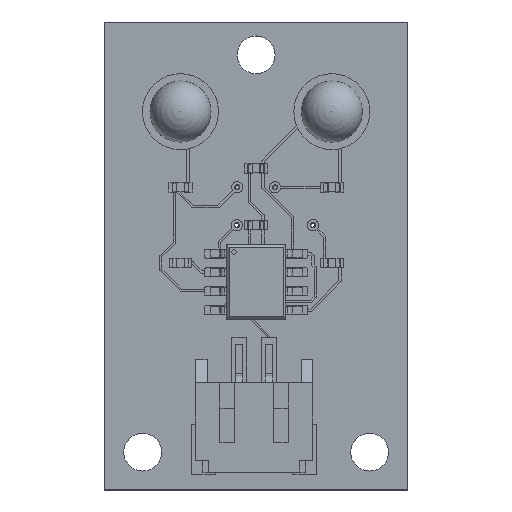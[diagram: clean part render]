
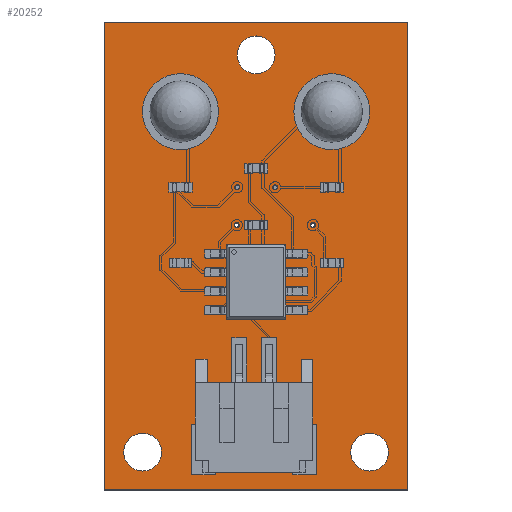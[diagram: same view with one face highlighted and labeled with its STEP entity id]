
A CAD part, top view. The second image highlights one B-rep face of the part: STEP entity #20252.
In plain terms, the highlighted planar face has unit normal (0, 0, 1).
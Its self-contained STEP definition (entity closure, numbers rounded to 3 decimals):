
#593=FACE_BOUND('',#3453,.T.);
#594=FACE_BOUND('',#3454,.T.);
#595=FACE_BOUND('',#3455,.T.);
#596=FACE_BOUND('',#3456,.T.);
#597=FACE_BOUND('',#3457,.T.);
#598=FACE_BOUND('',#3458,.T.);
#599=FACE_BOUND('',#3459,.T.);
#600=FACE_BOUND('',#3460,.T.);
#601=FACE_BOUND('',#3461,.T.);
#602=FACE_BOUND('',#3462,.T.);
#603=FACE_BOUND('',#3463,.T.);
#1255=PLANE('',#21913);
#2246=FACE_OUTER_BOUND('',#3452,.T.);
#3452=EDGE_LOOP('',(#17452,#17453,#17454,#17455));
#3453=EDGE_LOOP('',(#17456));
#3454=EDGE_LOOP('',(#17457));
#3455=EDGE_LOOP('',(#17458));
#3456=EDGE_LOOP('',(#17459));
#3457=EDGE_LOOP('',(#17460));
#3458=EDGE_LOOP('',(#17461));
#3459=EDGE_LOOP('',(#17462));
#3460=EDGE_LOOP('',(#17463));
#3461=EDGE_LOOP('',(#17464));
#3462=EDGE_LOOP('',(#17465));
#3463=EDGE_LOOP('',(#17466));
#5454=LINE('',#32177,#7710);
#5457=LINE('',#32183,#7713);
#5460=LINE('',#32189,#7716);
#5463=LINE('',#32193,#7719);
#7710=VECTOR('',#26335,10.);
#7713=VECTOR('',#26340,10.);
#7716=VECTOR('',#26345,10.);
#7719=VECTOR('',#26350,10.);
#8709=CIRCLE('',#21878,1.27);
#8711=CIRCLE('',#21881,1.27);
#8713=CIRCLE('',#21884,1.27);
#8715=CIRCLE('',#21887,0.406);
#8717=CIRCLE('',#21890,0.175);
#8719=CIRCLE('',#21893,0.406);
#8721=CIRCLE('',#21896,0.175);
#8723=CIRCLE('',#21899,0.406);
#8725=CIRCLE('',#21902,0.175);
#8727=CIRCLE('',#21905,0.406);
#8729=CIRCLE('',#21908,0.175);
#10203=VERTEX_POINT('',#32107);
#10205=VERTEX_POINT('',#32113);
#10207=VERTEX_POINT('',#32119);
#10209=VERTEX_POINT('',#32125);
#10211=VERTEX_POINT('',#32131);
#10213=VERTEX_POINT('',#32137);
#10215=VERTEX_POINT('',#32143);
#10217=VERTEX_POINT('',#32149);
#10219=VERTEX_POINT('',#32155);
#10221=VERTEX_POINT('',#32161);
#10223=VERTEX_POINT('',#32167);
#10226=VERTEX_POINT('',#32174);
#10227=VERTEX_POINT('',#32176);
#10229=VERTEX_POINT('',#32182);
#10231=VERTEX_POINT('',#32188);
#12679=EDGE_CURVE('',#10203,#10203,#8709,.T.);
#12682=EDGE_CURVE('',#10205,#10205,#8711,.T.);
#12685=EDGE_CURVE('',#10207,#10207,#8713,.T.);
#12688=EDGE_CURVE('',#10209,#10209,#8715,.T.);
#12691=EDGE_CURVE('',#10211,#10211,#8717,.T.);
#12694=EDGE_CURVE('',#10213,#10213,#8719,.T.);
#12697=EDGE_CURVE('',#10215,#10215,#8721,.T.);
#12700=EDGE_CURVE('',#10217,#10217,#8723,.T.);
#12703=EDGE_CURVE('',#10219,#10219,#8725,.T.);
#12706=EDGE_CURVE('',#10221,#10221,#8727,.T.);
#12709=EDGE_CURVE('',#10223,#10223,#8729,.T.);
#12712=EDGE_CURVE('',#10227,#10226,#5454,.T.);
#12715=EDGE_CURVE('',#10229,#10227,#5457,.T.);
#12718=EDGE_CURVE('',#10231,#10229,#5460,.T.);
#12721=EDGE_CURVE('',#10226,#10231,#5463,.T.);
#17452=ORIENTED_EDGE('',*,*,#12721,.T.);
#17453=ORIENTED_EDGE('',*,*,#12718,.T.);
#17454=ORIENTED_EDGE('',*,*,#12715,.T.);
#17455=ORIENTED_EDGE('',*,*,#12712,.T.);
#17456=ORIENTED_EDGE('',*,*,#12679,.T.);
#17457=ORIENTED_EDGE('',*,*,#12682,.T.);
#17458=ORIENTED_EDGE('',*,*,#12685,.T.);
#17459=ORIENTED_EDGE('',*,*,#12688,.T.);
#17460=ORIENTED_EDGE('',*,*,#12691,.T.);
#17461=ORIENTED_EDGE('',*,*,#12694,.T.);
#17462=ORIENTED_EDGE('',*,*,#12697,.T.);
#17463=ORIENTED_EDGE('',*,*,#12700,.T.);
#17464=ORIENTED_EDGE('',*,*,#12703,.T.);
#17465=ORIENTED_EDGE('',*,*,#12706,.T.);
#17466=ORIENTED_EDGE('',*,*,#12709,.T.);
#20252=ADVANCED_FACE('',(#2246,#593,#594,#595,#596,#597,#598,#599,#600,
#601,#602,#603),#1255,.T.);
#21878=AXIS2_PLACEMENT_3D('',#32109,#26259,#26260);
#21881=AXIS2_PLACEMENT_3D('',#32115,#26266,#26267);
#21884=AXIS2_PLACEMENT_3D('',#32121,#26273,#26274);
#21887=AXIS2_PLACEMENT_3D('',#32127,#26280,#26281);
#21890=AXIS2_PLACEMENT_3D('',#32133,#26287,#26288);
#21893=AXIS2_PLACEMENT_3D('',#32139,#26294,#26295);
#21896=AXIS2_PLACEMENT_3D('',#32145,#26301,#26302);
#21899=AXIS2_PLACEMENT_3D('',#32151,#26308,#26309);
#21902=AXIS2_PLACEMENT_3D('',#32157,#26315,#26316);
#21905=AXIS2_PLACEMENT_3D('',#32163,#26322,#26323);
#21908=AXIS2_PLACEMENT_3D('',#32169,#26329,#26330);
#21913=AXIS2_PLACEMENT_3D('',#32194,#26351,#26352);
#26259=DIRECTION('center_axis',(0.,0.,-1.));
#26260=DIRECTION('ref_axis',(-1.,0.,0.));
#26266=DIRECTION('center_axis',(0.,0.,-1.));
#26267=DIRECTION('ref_axis',(-1.,0.,0.));
#26273=DIRECTION('center_axis',(0.,0.,-1.));
#26274=DIRECTION('ref_axis',(-1.,0.,0.));
#26280=DIRECTION('center_axis',(0.,0.,-1.));
#26281=DIRECTION('ref_axis',(1.,0.,0.));
#26287=DIRECTION('center_axis',(0.,0.,-1.));
#26288=DIRECTION('ref_axis',(1.,0.,0.));
#26294=DIRECTION('center_axis',(0.,0.,-1.));
#26295=DIRECTION('ref_axis',(1.,0.,0.));
#26301=DIRECTION('center_axis',(0.,0.,-1.));
#26302=DIRECTION('ref_axis',(1.,0.,0.));
#26308=DIRECTION('center_axis',(0.,0.,-1.));
#26309=DIRECTION('ref_axis',(1.,0.,0.));
#26315=DIRECTION('center_axis',(0.,0.,-1.));
#26316=DIRECTION('ref_axis',(1.,0.,0.));
#26322=DIRECTION('center_axis',(0.,0.,-1.));
#26323=DIRECTION('ref_axis',(1.,0.,0.));
#26329=DIRECTION('center_axis',(0.,0.,-1.));
#26330=DIRECTION('ref_axis',(1.,0.,0.));
#26335=DIRECTION('',(-1.,0.,0.));
#26340=DIRECTION('',(0.,1.,0.));
#26345=DIRECTION('',(1.,0.,0.));
#26350=DIRECTION('',(0.,-1.,0.));
#26351=DIRECTION('center_axis',(0.,0.,1.));
#26352=DIRECTION('ref_axis',(1.,0.,0.));
#32107=CARTESIAN_POINT('',(3.81,2.54,0.08));
#32109=CARTESIAN_POINT('Origin',(2.54,2.54,0.08));
#32113=CARTESIAN_POINT('',(19.05,2.54,0.08));
#32115=CARTESIAN_POINT('Origin',(17.78,2.54,0.08));
#32119=CARTESIAN_POINT('',(11.43,29.21,0.08));
#32121=CARTESIAN_POINT('Origin',(10.16,29.21,0.08));
#32125=CARTESIAN_POINT('',(3.404,25.4,0.08));
#32127=CARTESIAN_POINT('Origin',(3.81,25.4,0.08));
#32131=CARTESIAN_POINT('',(8.715,20.32,0.08));
#32133=CARTESIAN_POINT('Origin',(8.89,20.32,0.08));
#32137=CARTESIAN_POINT('',(13.564,25.4,0.08));
#32139=CARTESIAN_POINT('Origin',(13.97,25.4,0.08));
#32143=CARTESIAN_POINT('',(8.679,17.78,0.08));
#32145=CARTESIAN_POINT('Origin',(8.854,17.78,0.08));
#32149=CARTESIAN_POINT('',(5.944,25.4,0.08));
#32151=CARTESIAN_POINT('Origin',(6.35,25.4,0.08));
#32155=CARTESIAN_POINT('',(11.255,20.32,0.08));
#32157=CARTESIAN_POINT('Origin',(11.43,20.32,0.08));
#32161=CARTESIAN_POINT('',(16.104,25.4,0.08));
#32163=CARTESIAN_POINT('Origin',(16.51,25.4,0.08));
#32167=CARTESIAN_POINT('',(13.795,17.78,0.08));
#32169=CARTESIAN_POINT('Origin',(13.97,17.78,0.08));
#32174=CARTESIAN_POINT('',(0.,31.42,0.08));
#32176=CARTESIAN_POINT('',(20.3,31.42,0.08));
#32177=CARTESIAN_POINT('',(20.3,31.42,0.08));
#32182=CARTESIAN_POINT('',(20.3,0.,0.08));
#32183=CARTESIAN_POINT('',(20.3,0.,0.08));
#32188=CARTESIAN_POINT('',(0.,0.,0.08));
#32189=CARTESIAN_POINT('',(0.,0.,0.08));
#32193=CARTESIAN_POINT('',(0.,31.42,0.08));
#32194=CARTESIAN_POINT('Origin',(10.15,15.71,0.08));
